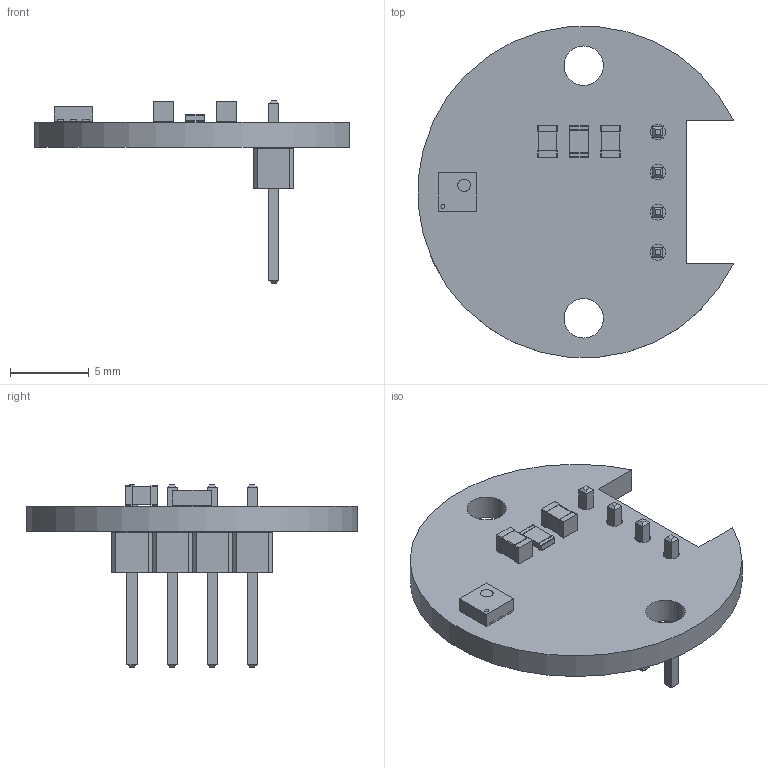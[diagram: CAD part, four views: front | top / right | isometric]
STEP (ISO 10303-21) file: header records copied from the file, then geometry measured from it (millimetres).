
FILE_DESCRIPTION(('KiCad electronic assembly'),'2;1');
FILE_NAME('sensor-exp.step','2022-03-13T21:52:50',('Pcbnew'),('Kicad'), 'Open CASCADE STEP processor 7.5','KiCad to STEP converter','Unknown' );
FILE_SCHEMA(('AUTOMOTIVE_DESIGN { 1 0 10303 214 1 1 1 1 }'));
Length unit declared in the file: millimetre
Products named in the file (10): sensor-exp 1; R_0805_2012Metric; SOLID; SGP40-D-R4--3DModel-STEP-56544; COMPOUND; C_0805_2012Metric; PinHeader_1x04_P2.54mm_Vertical; _autosave-sensor-exp PCB
Assembly tree (10 placements, depth 3):
  sensor-exp 1
    R_0805_2012Metric
      SOLID
    SGP40-D-R4--3DModel-STEP-56544
      COMPOUND
    C_0805_2012Metric  x2
      SOLID
    PinHeader_1x04_P2.54mm_Vertical
      SOLID
    _autosave-sensor-exp PCB
Bounding box: 19.98 x 20.96 x 11.54 mm (x, y, z)
Volume: 573.3 mm3; surface area: 1035.7 mm2
Topology: 15 solids, 15 shells, 287 faces, 690 edges, 448 vertices
Faces by surface type: bspline 275, cylinder 7, plane 5
Full cylindrical faces by diameter (mm): 1 x4, 2.5 x2
Entity records: 15236 total; most frequent: CARTESIAN_POINT 5521, B_SPLINE_CURVE_WITH_KNOTS 1652, ORIENTED_EDGE 1236, PCURVE 1236, DEFINITIONAL_REPRESENTATION 1236, EDGE_CURVE 618, SURFACE_CURVE 612, VERTEX_POINT 400
